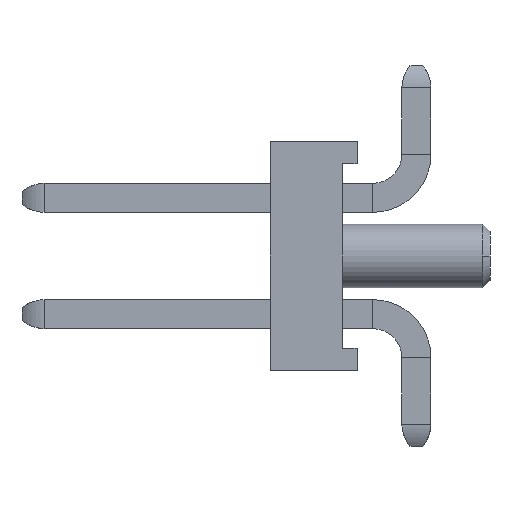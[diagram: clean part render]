
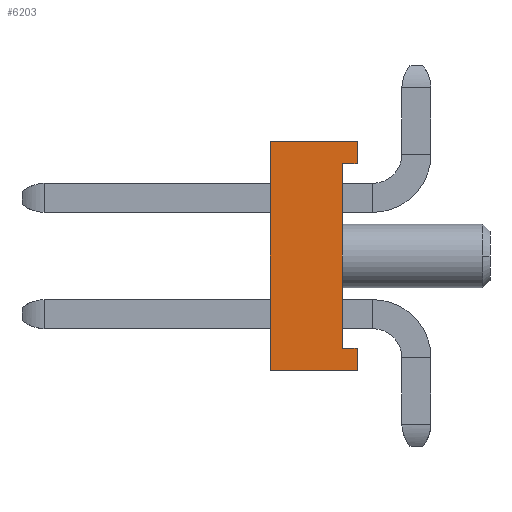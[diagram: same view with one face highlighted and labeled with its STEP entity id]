
A CAD part, left-side view. The second image highlights one B-rep face of the part: STEP entity #6203.
In plain terms, the highlighted planar face has unit normal (-1, 0, 0).
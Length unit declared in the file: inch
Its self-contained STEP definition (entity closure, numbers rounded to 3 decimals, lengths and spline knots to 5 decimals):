
#1014 = CARTESIAN_POINT ( 'NONE',  ( -0.19685, -0.0245, 0.0625 ) ) ;
#1031 = CARTESIAN_POINT ( 'NONE',  ( -0.19685, 0.0245, -0.0775 ) ) ;
#1067 = CARTESIAN_POINT ( 'NONE',  ( -0.19685, 0.0245, 0.0775 ) ) ;
#1181 = DIRECTION ( 'NONE',  ( 0., 0., -1. ) ) ;
#1182 = VECTOR ( 'NONE', #1181, 39.37008 ) ;
#1183 = CARTESIAN_POINT ( 'NONE',  ( -0.19685, -0.0345, 0.0775 ) ) ;
#1184 = LINE ( 'NONE', #1183, #1182 ) ;
#1194 = DIRECTION ( 'NONE',  ( 0., -1., 0. ) ) ;
#1195 = VECTOR ( 'NONE', #1194, 39.37008 ) ;
#1196 = CARTESIAN_POINT ( 'NONE',  ( -0.19685, 0.0245, 0.0775 ) ) ;
#1197 = LINE ( 'NONE', #1196, #1195 ) ;
#1212 = CARTESIAN_POINT ( 'NONE',  ( -0.19685, -0.0345, 0.0775 ) ) ;
#1256 = DIRECTION ( 'NONE',  ( 0., 0., 1. ) ) ;
#1257 = VECTOR ( 'NONE', #1256, 39.37008 ) ;
#1258 = CARTESIAN_POINT ( 'NONE',  ( -0.19685, -0.0245, -0.0775 ) ) ;
#1259 = LINE ( 'NONE', #1258, #1257 ) ;
#1335 = CARTESIAN_POINT ( 'NONE',  ( -0.19685, -0.0345, 0.0625 ) ) ;
#1336 = DIRECTION ( 'NONE',  ( 0., 1., 0. ) ) ;
#1337 = VECTOR ( 'NONE', #1336, 39.37008 ) ;
#1338 = CARTESIAN_POINT ( 'NONE',  ( -0.19685, -0.0345, 0.0625 ) ) ;
#1339 = LINE ( 'NONE', #1338, #1337 ) ;
#1438 = DIRECTION ( 'NONE',  ( 0., 0., -1. ) ) ;
#1439 = DIRECTION ( 'NONE',  ( 1., 0., 0. ) ) ;
#1440 = CARTESIAN_POINT ( 'NONE',  ( -0.19685, 0.0245, -0.0775 ) ) ;
#1441 = AXIS2_PLACEMENT_3D ( 'NONE', #1440, #1439, #1438 ) ;
#1442 = PLANE ( 'NONE',  #1441 ) ;
#1443 = FACE_OUTER_BOUND ( 'NONE', #6204, .T. ) ;
#1444 = DIRECTION ( 'NONE',  ( 0., -1., 0. ) ) ;
#1445 = VECTOR ( 'NONE', #1444, 39.37008 ) ;
#1446 = CARTESIAN_POINT ( 'NONE',  ( -0.19685, 0.0245, -0.0775 ) ) ;
#1447 = LINE ( 'NONE', #1446, #1445 ) ;
#1448 = CARTESIAN_POINT ( 'NONE',  ( -0.19685, -0.0345, -0.0775 ) ) ;
#3439 = DIRECTION ( 'NONE',  ( 0., 0., 1. ) ) ;
#3440 = VECTOR ( 'NONE', #3439, 39.37008 ) ;
#3441 = CARTESIAN_POINT ( 'NONE',  ( -0.19685, 0.0245, -0.0775 ) ) ;
#3442 = LINE ( 'NONE', #3441, #3440 ) ;
#3444 = CARTESIAN_POINT ( 'NONE',  ( -0.19685, -0.0245, -0.0625 ) ) ;
#3562 = DIRECTION ( 'NONE',  ( 0., 1., 0. ) ) ;
#3563 = VECTOR ( 'NONE', #3562, 39.37008 ) ;
#3564 = CARTESIAN_POINT ( 'NONE',  ( -0.19685, -0.0345, -0.0625 ) ) ;
#3565 = LINE ( 'NONE', #3564, #3563 ) ;
#3566 = CARTESIAN_POINT ( 'NONE',  ( -0.19685, -0.0345, -0.0625 ) ) ;
#3567 = DIRECTION ( 'NONE',  ( 0., 0., 1. ) ) ;
#3568 = VECTOR ( 'NONE', #3567, 39.37008 ) ;
#3569 = CARTESIAN_POINT ( 'NONE',  ( -0.19685, -0.0345, -0.0775 ) ) ;
#3570 = LINE ( 'NONE', #3569, #3568 ) ;
#5962 = VERTEX_POINT ( 'NONE', #3444 ) ;
#5964 = EDGE_CURVE ( 'NONE', #6010, #6044, #3442, .T. ) ;
#5971 = ORIENTED_EDGE ( 'NONE', *, *, #6202, .T. ) ;
#5972 = ORIENTED_EDGE ( 'NONE', *, *, #5973, .T. ) ;
#5973 = EDGE_CURVE ( 'NONE', #6200, #5974, #3570, .T. ) ;
#5974 = VERTEX_POINT ( 'NONE', #3566 ) ;
#5975 = ORIENTED_EDGE ( 'NONE', *, *, #5976, .T. ) ;
#5976 = EDGE_CURVE ( 'NONE', #5974, #5962, #3565, .T. ) ;
#5987 = ORIENTED_EDGE ( 'NONE', *, *, #5964, .F. ) ;
#6010 = VERTEX_POINT ( 'NONE', #1031 ) ;
#6024 = VERTEX_POINT ( 'NONE', #1014 ) ;
#6032 = EDGE_CURVE ( 'NONE', #5962, #6024, #1259, .T. ) ;
#6044 = VERTEX_POINT ( 'NONE', #1067 ) ;
#6072 = VERTEX_POINT ( 'NONE', #1212 ) ;
#6085 = EDGE_CURVE ( 'NONE', #6044, #6072, #1197, .T. ) ;
#6092 = EDGE_CURVE ( 'NONE', #6072, #6217, #1184, .T. ) ;
#6093 = ORIENTED_EDGE ( 'NONE', *, *, #6085, .F. ) ;
#6200 = VERTEX_POINT ( 'NONE', #1448 ) ;
#6202 = EDGE_CURVE ( 'NONE', #6010, #6200, #1447, .T. ) ;
#6203 = ADVANCED_FACE ( 'NONE', ( #1443 ), #1442, .F. ) ;
#6204 = EDGE_LOOP ( 'NONE', ( #5971, #5972, #5975, #6214, #6215, #6218, #6093, #5987 ) ) ;
#6214 = ORIENTED_EDGE ( 'NONE', *, *, #6032, .T. ) ;
#6215 = ORIENTED_EDGE ( 'NONE', *, *, #6216, .F. ) ;
#6216 = EDGE_CURVE ( 'NONE', #6217, #6024, #1339, .T. ) ;
#6217 = VERTEX_POINT ( 'NONE', #1335 ) ;
#6218 = ORIENTED_EDGE ( 'NONE', *, *, #6092, .F. ) ;
